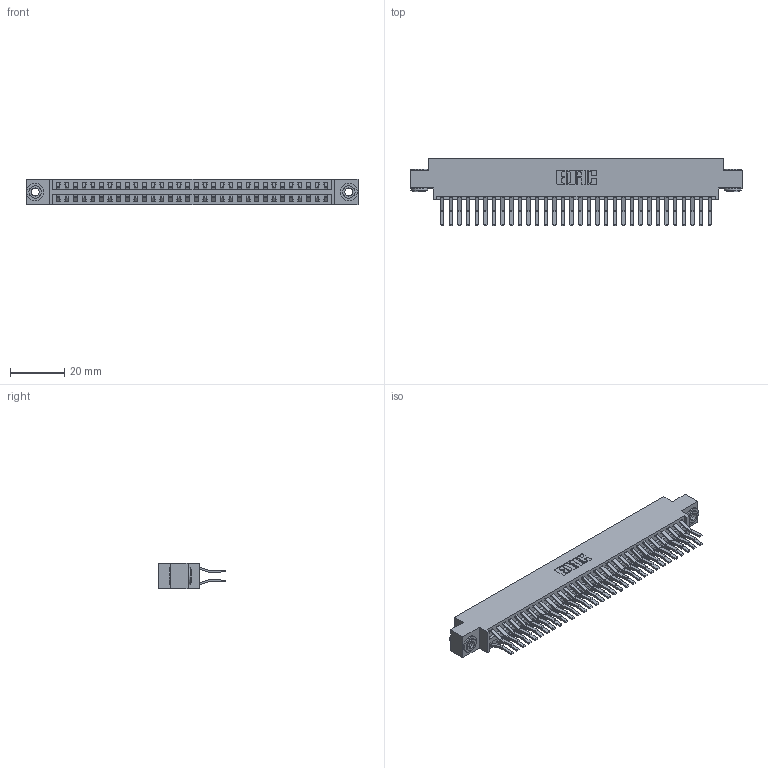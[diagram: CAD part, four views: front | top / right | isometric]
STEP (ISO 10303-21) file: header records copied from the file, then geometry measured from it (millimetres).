
FILE_DESCRIPTION (( 'STEP AP203' ), '1' );
FILE_NAME ('396-064-560-803.STEP', '2019-11-02T09:53:21', ( '' ), ( '' ), 'SwSTEP 2.0', 'SolidWorks 2016', '' );
FILE_SCHEMA (( 'CONFIG_CONTROL_DESIGN' ));
Length unit declared in the file: inch
Products named in the file (4): 345-292-001_560 Tail; 345-250-002_345-250-002-102; 396-064-560-803; 346 Part_0.170 Offset - 0.156 Dia-TH
Assembly tree (67 placements, depth 2):
  396-064-560-803
    346 Part_0.170 Offset - 0.156 Dia-TH
    345-292-001_560 Tail  x64
    345-250-002_345-250-002-102  x2
Bounding box: 122.17 x 24.78 x 9.4 mm (x, y, z)
Volume: 12120.1 mm3; surface area: 18015.7 mm2
Topology: 67 solids, 67 shells, 3620 faces, 10721 edges, 7058 vertices
Faces by surface type: plane 2330, cylinder 1282, cone 8
Entity records: 23100 total; most frequent: CARTESIAN_POINT 3799, ORIENTED_EDGE 3726, DIRECTION 3433, EDGE_CURVE 1863, LINE 1575, VECTOR 1575, VERTEX_POINT 1238, AXIS2_PLACEMENT_3D 929
